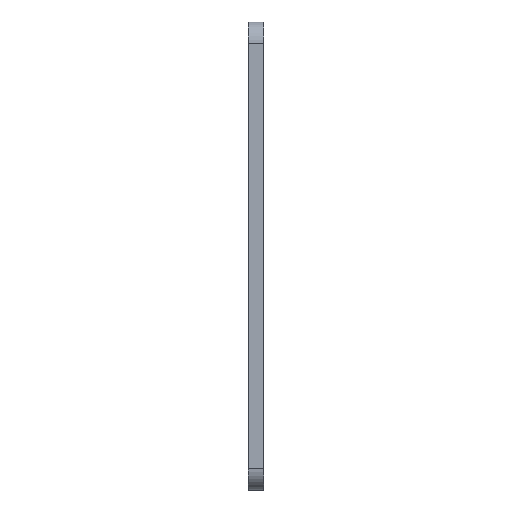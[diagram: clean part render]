
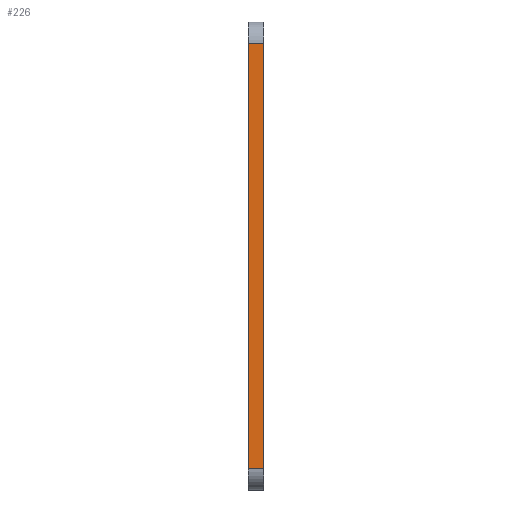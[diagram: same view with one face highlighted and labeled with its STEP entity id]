
A CAD part, left-side view. The second image highlights one B-rep face of the part: STEP entity #226.
In plain terms, the highlighted planar face has unit normal (-1, 0, 0).
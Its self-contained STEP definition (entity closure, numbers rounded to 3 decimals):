
#27 = FACE_OUTER_BOUND ( 'NONE', #396, .T. ) ;
#40 = CARTESIAN_POINT ( 'NONE',  ( -7., 0., -7. ) ) ;
#75 = CARTESIAN_POINT ( 'NONE',  ( -7., 1.5, 35. ) ) ;
#98 = DIRECTION ( 'NONE',  ( 0., 0., 1. ) ) ;
#115 = VECTOR ( 'NONE', #748, 1000. ) ;
#142 = LINE ( 'NONE', #729, #594 ) ;
#162 = ORIENTED_EDGE ( 'NONE', *, *, #388, .T. ) ;
#174 = VERTEX_POINT ( 'NONE', #75 ) ;
#211 = EDGE_CURVE ( 'NONE', #473, #174, #142, .T. ) ;
#213 = DIRECTION ( 'NONE',  ( -1., 0., 0. ) ) ;
#217 = CARTESIAN_POINT ( 'NONE',  ( -7., 1.5, -5. ) ) ;
#221 = CARTESIAN_POINT ( 'NONE',  ( -7., 0., -5. ) ) ;
#226 = ADVANCED_FACE ( 'NONE', ( #27 ), #264, .T. ) ;
#234 = EDGE_CURVE ( 'NONE', #678, #253, #755, .T. ) ;
#253 = VERTEX_POINT ( 'NONE', #453 ) ;
#264 = PLANE ( 'NONE',  #455 ) ;
#282 = DIRECTION ( 'NONE',  ( 0., 1., 0. ) ) ;
#338 = ORIENTED_EDGE ( 'NONE', *, *, #234, .T. ) ;
#366 = CARTESIAN_POINT ( 'NONE',  ( -7., 0., -5. ) ) ;
#371 = DIRECTION ( 'NONE',  ( 0., 0., 1. ) ) ;
#388 = EDGE_CURVE ( 'NONE', #253, #174, #391, .T. ) ;
#390 = ORIENTED_EDGE ( 'NONE', *, *, #211, .F. ) ;
#391 = LINE ( 'NONE', #712, #769 ) ;
#396 = EDGE_LOOP ( 'NONE', ( #390, #525, #338, #162 ) ) ;
#451 = EDGE_CURVE ( 'NONE', #473, #678, #757, .T. ) ;
#453 = CARTESIAN_POINT ( 'NONE',  ( -7., 0., 35. ) ) ;
#455 = AXIS2_PLACEMENT_3D ( 'NONE', #742, #213, #98 ) ;
#473 = VERTEX_POINT ( 'NONE', #217 ) ;
#484 = VECTOR ( 'NONE', #631, 1000. ) ;
#525 = ORIENTED_EDGE ( 'NONE', *, *, #451, .T. ) ;
#594 = VECTOR ( 'NONE', #371, 1000. ) ;
#631 = DIRECTION ( 'NONE',  ( 0., -1., 0. ) ) ;
#678 = VERTEX_POINT ( 'NONE', #366 ) ;
#712 = CARTESIAN_POINT ( 'NONE',  ( -7., 0., 35. ) ) ;
#729 = CARTESIAN_POINT ( 'NONE',  ( -7., 1.5, -7. ) ) ;
#742 = CARTESIAN_POINT ( 'NONE',  ( -7., 0., -7. ) ) ;
#748 = DIRECTION ( 'NONE',  ( 0., 0., 1. ) ) ;
#755 = LINE ( 'NONE', #40, #115 ) ;
#757 = LINE ( 'NONE', #221, #484 ) ;
#769 = VECTOR ( 'NONE', #282, 1000. ) ;
